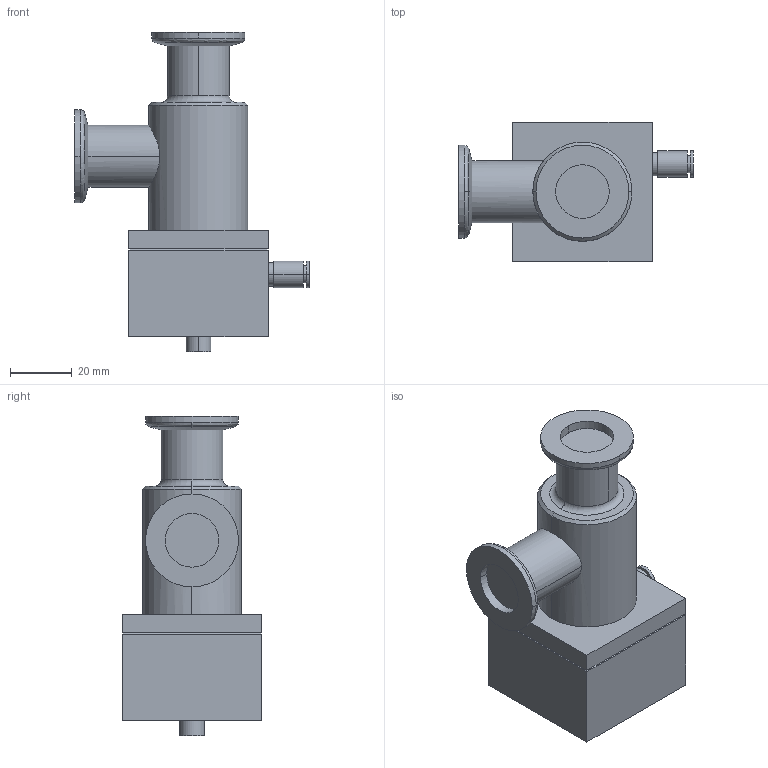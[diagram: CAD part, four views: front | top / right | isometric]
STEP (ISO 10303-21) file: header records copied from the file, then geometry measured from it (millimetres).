
FILE_DESCRIPTION (( 'STEP AP214' ), '1' );
FILE_NAME ('PFA35034.step', '2017-07-10T10:21:42', ( 'install' ), ( '' ), 'SwSTEP 2.0', 'SolidWorks 2015', '' );
FILE_SCHEMA (( 'AUTOMOTIVE_DESIGN' ));
Length unit declared in the file: millimetre
Products named in the file (1): PFA35034
Bounding box: 75.85 x 45 x 103 mm (x, y, z)
Volume: 119531.9 mm3; surface area: 20777.4 mm2
Topology: 1 solids, 1 shells, 119 faces, 269 edges, 176 vertices
Faces by surface type: plane 63, cylinder 44, cone 6, bspline 4, torus 2
Entity records: 4832 total; most frequent: CARTESIAN_POINT 725, DIRECTION 607, ORIENTED_EDGE 538, EDGE_CURVE 269, AXIS2_PLACEMENT_3D 226, VERTEX_POINT 176, VECTOR 155, LINE 155
